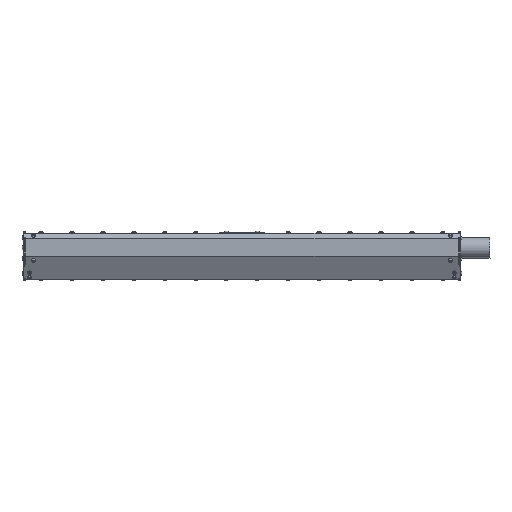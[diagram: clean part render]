
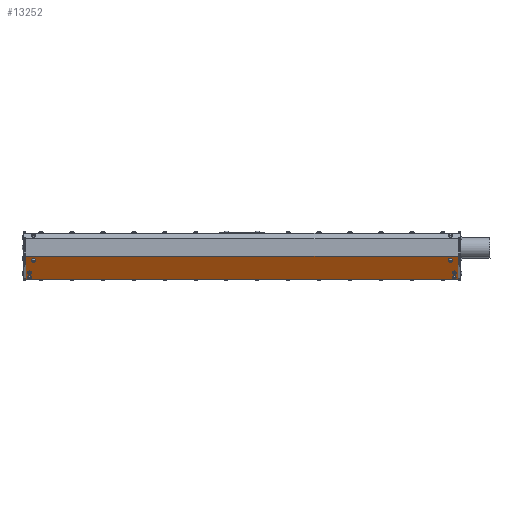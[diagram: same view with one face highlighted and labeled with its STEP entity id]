
A CAD part, front view. The second image highlights one B-rep face of the part: STEP entity #13252.
In plain terms, the highlighted planar face has unit normal (0, -0.866, -0.5).
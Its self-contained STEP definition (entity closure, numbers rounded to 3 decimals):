
#1013=FACE_BOUND('',#4475,.T.);
#1014=FACE_BOUND('',#4476,.T.);
#1015=FACE_BOUND('',#4477,.T.);
#1016=FACE_BOUND('',#4478,.T.);
#1017=FACE_BOUND('',#4479,.T.);
#1018=FACE_BOUND('',#4480,.T.);
#2181=LINE('',#52143,#2689);
#2239=LINE('',#52300,#2747);
#2270=LINE('',#52364,#2778);
#2271=LINE('',#52366,#2779);
#2689=VECTOR('',#17126,0.394);
#2747=VECTOR('',#17278,0.394);
#2778=VECTOR('',#17367,0.394);
#2779=VECTOR('',#17370,0.394);
#3336=FACE_OUTER_BOUND('',#4474,.T.);
#4474=EDGE_LOOP('',(#10326,#10327,#10328,#10329));
#4475=EDGE_LOOP('',(#10330));
#4476=EDGE_LOOP('',(#10331));
#4477=EDGE_LOOP('',(#10332));
#4478=EDGE_LOOP('',(#10333));
#4479=EDGE_LOOP('',(#10334));
#4480=EDGE_LOOP('',(#10335));
#5490=CIRCLE('',#14449,0.217);
#5495=CIRCLE('',#14459,0.217);
#5502=CIRCLE('',#14473,0.177);
#5507=CIRCLE('',#14483,0.177);
#5512=CIRCLE('',#14493,0.177);
#5535=CIRCLE('',#14533,0.177);
#6406=VERTEX_POINT('',#51947);
#6411=VERTEX_POINT('',#51962);
#6418=VERTEX_POINT('',#51983);
#6423=VERTEX_POINT('',#51998);
#6428=VERTEX_POINT('',#52013);
#6457=VERTEX_POINT('',#52088);
#6482=VERTEX_POINT('',#52140);
#6483=VERTEX_POINT('',#52142);
#6501=VERTEX_POINT('',#52227);
#6535=VERTEX_POINT('',#52298);
#7739=EDGE_CURVE('',#6406,#6406,#5490,.T.);
#7744=EDGE_CURVE('',#6411,#6411,#5495,.T.);
#7751=EDGE_CURVE('',#6418,#6418,#5502,.T.);
#7756=EDGE_CURVE('',#6423,#6423,#5507,.T.);
#7761=EDGE_CURVE('',#6428,#6428,#5512,.T.);
#7790=EDGE_CURVE('',#6457,#6457,#5535,.T.);
#7816=EDGE_CURVE('',#6483,#6482,#2181,.T.);
#7898=EDGE_CURVE('',#6535,#6501,#2239,.T.);
#7931=EDGE_CURVE('',#6482,#6501,#2270,.T.);
#7932=EDGE_CURVE('',#6483,#6535,#2271,.T.);
#10326=ORIENTED_EDGE('',*,*,#7816,.T.);
#10327=ORIENTED_EDGE('',*,*,#7931,.T.);
#10328=ORIENTED_EDGE('',*,*,#7898,.F.);
#10329=ORIENTED_EDGE('',*,*,#7932,.F.);
#10330=ORIENTED_EDGE('',*,*,#7739,.T.);
#10331=ORIENTED_EDGE('',*,*,#7744,.T.);
#10332=ORIENTED_EDGE('',*,*,#7751,.T.);
#10333=ORIENTED_EDGE('',*,*,#7756,.T.);
#10334=ORIENTED_EDGE('',*,*,#7761,.T.);
#10335=ORIENTED_EDGE('',*,*,#7790,.T.);
#12640=PLANE('',#14623);
#13252=ADVANCED_FACE('',(#3336,#1013,#1014,#1015,#1016,#1017,#1018),#12640,
 .T.);
#14449=AXIS2_PLACEMENT_3D('',#51948,#16910,#16911);
#14459=AXIS2_PLACEMENT_3D('',#51963,#16930,#16931);
#14473=AXIS2_PLACEMENT_3D('',#51984,#16958,#16959);
#14483=AXIS2_PLACEMENT_3D('',#51999,#16978,#16979);
#14493=AXIS2_PLACEMENT_3D('',#52014,#16998,#16999);
#14533=AXIS2_PLACEMENT_3D('',#52089,#17084,#17085);
#14623=AXIS2_PLACEMENT_3D('',#52365,#17368,#17369);
#16910=DIRECTION('center_axis',(0.,0.866,
0.5));
#16911=DIRECTION('ref_axis',(0.866,0.25,-0.433));
#16930=DIRECTION('center_axis',(0.,0.866,
0.5));
#16931=DIRECTION('ref_axis',(0.866,0.25,-0.433));
#16958=DIRECTION('center_axis',(0.,0.866,
0.5));
#16959=DIRECTION('ref_axis',(-1.,0.,0.));
#16978=DIRECTION('center_axis',(0.,0.866,
0.5));
#16979=DIRECTION('ref_axis',(-1.,0.,0.));
#16998=DIRECTION('center_axis',(0.,0.866,
0.5));
#16999=DIRECTION('ref_axis',(-1.,0.,0.));
#17084=DIRECTION('center_axis',(0.,0.866,
0.5));
#17085=DIRECTION('ref_axis',(-0.282,0.48,-0.831));
#17126=DIRECTION('',(0.,0.5,-0.866));
#17278=DIRECTION('',(0.,0.5,-0.866));
#17367=DIRECTION('',(1.,0.,0.));
#17368=DIRECTION('center_axis',(0.,-0.866,
-0.5));
#17369=DIRECTION('ref_axis',(0.,0.5,-0.866));
#17370=DIRECTION('',(1.,0.,0.));
#51947=CARTESIAN_POINT('',(-18.856,-7.609,4.853));
#51948=CARTESIAN_POINT('Origin',(-19.044,-7.663,4.946));
#51962=CARTESIAN_POINT('',(21.644,-7.609,4.853));
#51963=CARTESIAN_POINT('Origin',(21.456,-7.663,4.946));
#51983=CARTESIAN_POINT('',(-19.596,-6.711,3.297));
#51984=CARTESIAN_POINT('Origin',(-19.419,-6.711,3.297));
#51998=CARTESIAN_POINT('',(-19.596,-6.977,3.757));
#51999=CARTESIAN_POINT('Origin',(-19.419,-6.977,3.757));
#52013=CARTESIAN_POINT('',(21.654,-6.711,3.297));
#52014=CARTESIAN_POINT('Origin',(21.831,-6.711,3.297));
#52088=CARTESIAN_POINT('',(21.782,-6.892,3.61));
#52089=CARTESIAN_POINT('Origin',(21.831,-6.977,3.757));
#52140=CARTESIAN_POINT('',(-19.794,-6.582,3.074));
#52142=CARTESIAN_POINT('',(-19.794,-7.88,5.322));
#52143=CARTESIAN_POINT('',(-19.794,-7.88,5.322));
#52227=CARTESIAN_POINT('',(22.206,-6.582,3.074));
#52298=CARTESIAN_POINT('',(22.206,-7.88,5.322));
#52300=CARTESIAN_POINT('',(22.206,-7.88,5.322));
#52364=CARTESIAN_POINT('',(-19.794,-6.582,3.074));
#52365=CARTESIAN_POINT('Origin',(-19.794,-7.88,5.322));
#52366=CARTESIAN_POINT('',(-19.794,-7.88,5.322));
